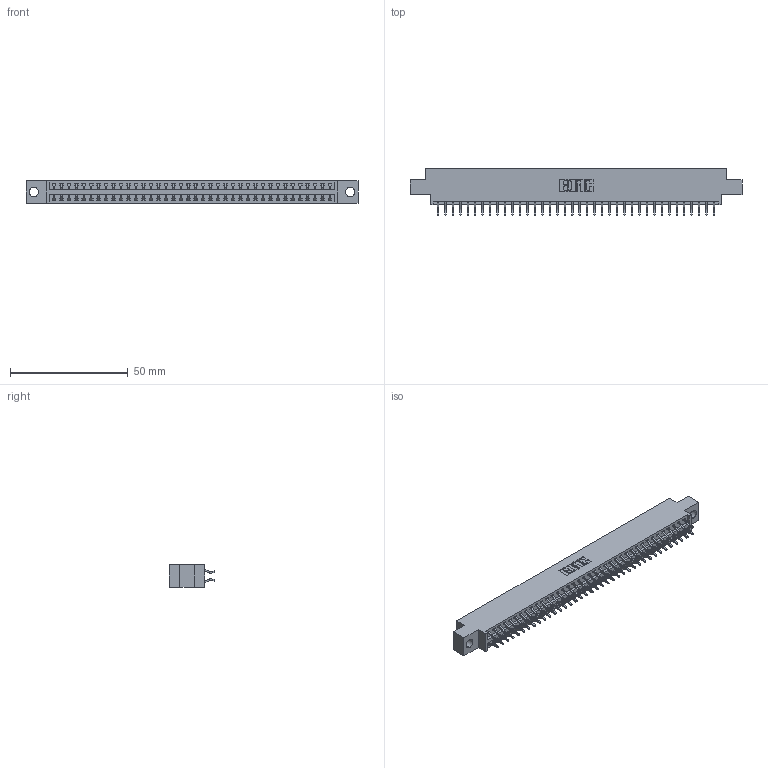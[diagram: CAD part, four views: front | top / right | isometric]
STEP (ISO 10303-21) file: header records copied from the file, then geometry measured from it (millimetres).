
FILE_DESCRIPTION (( 'STEP AP203' ), '1' );
FILE_NAME ('346-076-556-804.STEP', '2018-08-29T04:34:15', ( '' ), ( '' ), 'SwSTEP 2.0', 'SolidWorks 2016', '' );
FILE_SCHEMA (( 'CONFIG_CONTROL_DESIGN' ));
Length unit declared in the file: inch
Products named in the file (3): 346 Part_0.170 Offset - 0.156 Dia-TH; 345-292-001_556 Tail; 346-076-556-804
Assembly tree (77 placements, depth 2):
  346-076-556-804
    346 Part_0.170 Offset - 0.156 Dia-TH
    345-292-001_556 Tail  x76
Bounding box: 141.22 x 19.57 x 9.4 mm (x, y, z)
Volume: 13494.6 mm3; surface area: 18408.7 mm2
Topology: 77 solids, 77 shells, 4534 faces, 13489 edges, 8890 vertices
Faces by surface type: plane 3044, cylinder 1490
Entity records: 25693 total; most frequent: CARTESIAN_POINT 4256, ORIENTED_EDGE 4178, DIRECTION 3789, EDGE_CURVE 2089, VECTOR 1797, LINE 1797, VERTEX_POINT 1390, AXIS2_PLACEMENT_3D 996
